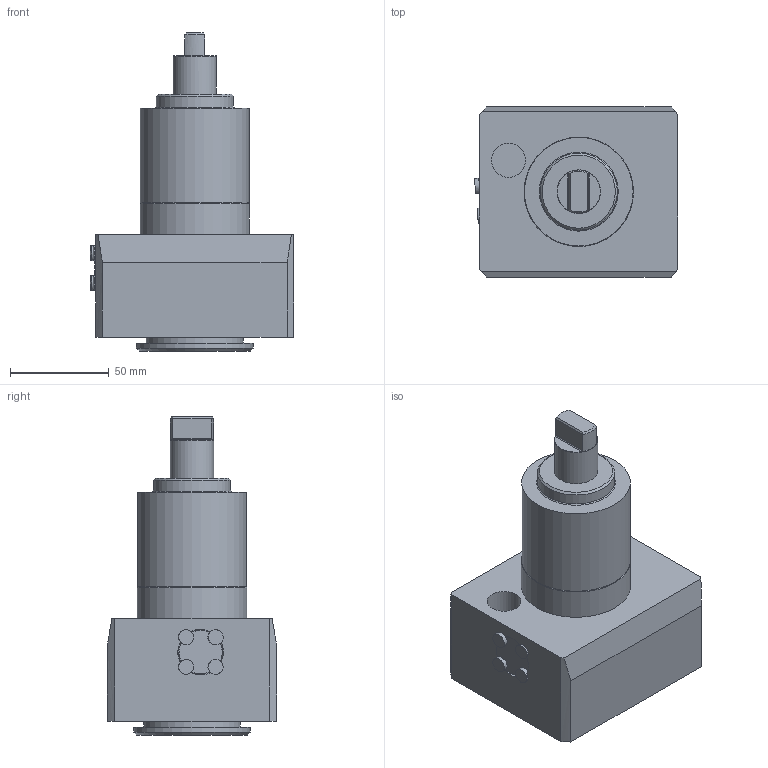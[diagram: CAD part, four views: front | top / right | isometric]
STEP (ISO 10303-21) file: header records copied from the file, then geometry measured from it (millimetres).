
FILE_DESCRIPTION(/* description */ ('3-D model version:1'),/* implementation_level */ '2;1');
FILE_NAME(/* name */ 'C3-DNE-OK55A-E',/* time_stamp */ '2016-12-02T13:42:06',/* author */ ('InteractiveCad'),/* organization */ ('AB Sandvik Coromant'),/* preprocessor_version */ 'ST-DEVELOPER v11',/* originating_system */ 'SIEMENS UGS NX 6.0',/* authorization */ '');
FILE_SCHEMA(('AUTOMOTIVE_DESIGN'));
Length unit declared in the file: millimetre
Products named in the file (1): C3_DNE_OK55A_E_635031644467411752_1_stp
Bounding box: 102.79 x 86 x 161 mm (x, y, z)
Volume: 613935.4 mm3; surface area: 55439.8 mm2
Topology: 1 solids, 1 shells, 74 faces, 169 edges, 106 vertices
Faces by surface type: plane 35, cylinder 24, cone 14, torus 1
Full cylindrical faces by diameter (mm): 2 x1, 7.5 x2, 7.6 x2, 17.2 x1, 22 x2, 23 x1, 32 x1, 36 x1, 39 x1, 49 x1, 55 x1, 55.4 x1, 59 x1
Entity records: 2112 total; most frequent: CARTESIAN_POINT 439, DIRECTION 370, ORIENTED_EDGE 272, AXIS2_PLACEMENT_3D 165, EDGE_CURVE 136, EDGE_LOOP 110, VERTEX_POINT 96, CIRCLE 79
